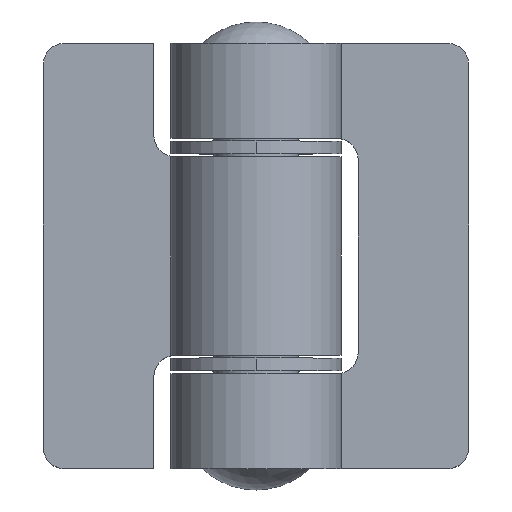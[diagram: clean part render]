
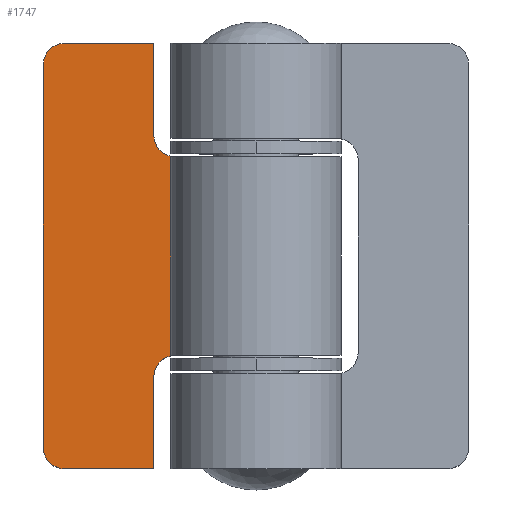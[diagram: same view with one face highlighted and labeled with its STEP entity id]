
A CAD part, top view. The second image highlights one B-rep face of the part: STEP entity #1747.
In plain terms, the highlighted planar face has unit normal (0, 0, 1).
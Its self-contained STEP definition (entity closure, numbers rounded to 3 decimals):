
#33 = EDGE_CURVE ( 'NONE', #1745, #34, #154, .T. ) ;
#34 = VERTEX_POINT ( 'NONE', #150 ) ;
#35 = ORIENTED_EDGE ( 'NONE', *, *, #36, .F. ) ;
#36 = EDGE_CURVE ( 'NONE', #37, #34, #149, .T. ) ;
#37 = VERTEX_POINT ( 'NONE', #209 ) ;
#38 = ORIENTED_EDGE ( 'NONE', *, *, #39, .T. ) ;
#39 = EDGE_CURVE ( 'NONE', #37, #1773, #207, .T. ) ;
#147 = VECTOR ( 'NONE', #210, 1000. ) ;
#148 = CARTESIAN_POINT ( 'NONE',  ( -25., 25., -5. ) ) ;
#149 = LINE ( 'NONE', #148, #147 ) ;
#150 = CARTESIAN_POINT ( 'NONE',  ( -12., 25., -5. ) ) ;
#151 = DIRECTION ( 'NONE',  ( 0., 1., 0. ) ) ;
#152 = VECTOR ( 'NONE', #151, 1000. ) ;
#153 = CARTESIAN_POINT ( 'NONE',  ( -12., 25., -5. ) ) ;
#154 = LINE ( 'NONE', #153, #152 ) ;
#203 = DIRECTION ( 'NONE',  ( -1., 0., 0. ) ) ;
#204 = DIRECTION ( 'NONE',  ( 0., 0., 1. ) ) ;
#205 = CARTESIAN_POINT ( 'NONE',  ( -22.5, 22.5, -5. ) ) ;
#206 = AXIS2_PLACEMENT_3D ( 'NONE', #205, #204, #203 ) ;
#207 = CIRCLE ( 'NONE', #206, 2.5 ) ;
#209 = CARTESIAN_POINT ( 'NONE',  ( -22.5, 25., -5. ) ) ;
#210 = DIRECTION ( 'NONE',  ( 1., 0., 0. ) ) ;
#501 = DIRECTION ( 'NONE',  ( -1., 0., 0. ) ) ;
#502 = VECTOR ( 'NONE', #501, 1000. ) ;
#503 = CARTESIAN_POINT ( 'NONE',  ( -25., 11.675, -5. ) ) ;
#504 = LINE ( 'NONE', #503, #502 ) ;
#505 = CARTESIAN_POINT ( 'NONE',  ( 0., 11.675, -5. ) ) ;
#506 = DIRECTION ( 'NONE',  ( 0., -1., 0. ) ) ;
#507 = VECTOR ( 'NONE', #506, 1000. ) ;
#508 = CARTESIAN_POINT ( 'NONE',  ( 0., 25., -5. ) ) ;
#509 = LINE ( 'NONE', #508, #507 ) ;
#510 = CARTESIAN_POINT ( 'NONE',  ( 0., -11.675, -5. ) ) ;
#511 = DIRECTION ( 'NONE',  ( 1., 0., 0. ) ) ;
#512 = VECTOR ( 'NONE', #511, 1000. ) ;
#513 = CARTESIAN_POINT ( 'NONE',  ( -25., -11.675, -5. ) ) ;
#514 = LINE ( 'NONE', #513, #512 ) ;
#533 = CARTESIAN_POINT ( 'NONE',  ( -9.5, -11.675, -5. ) ) ;
#534 = CARTESIAN_POINT ( 'NONE',  ( -12., -14.175, -5. ) ) ;
#535 = DIRECTION ( 'NONE',  ( 0., 1., 0. ) ) ;
#536 = VECTOR ( 'NONE', #535, 1000. ) ;
#537 = CARTESIAN_POINT ( 'NONE',  ( -12., 25., -5. ) ) ;
#538 = LINE ( 'NONE', #537, #536 ) ;
#539 = CARTESIAN_POINT ( 'NONE',  ( -12., -25., -5. ) ) ;
#540 = DIRECTION ( 'NONE',  ( 1., 0., 0. ) ) ;
#541 = VECTOR ( 'NONE', #540, 1000. ) ;
#542 = CARTESIAN_POINT ( 'NONE',  ( -25., -25., -5. ) ) ;
#543 = LINE ( 'NONE', #542, #541 ) ;
#544 = CARTESIAN_POINT ( 'NONE',  ( -22.5, -25., -5. ) ) ;
#545 = DIRECTION ( 'NONE',  ( -1., 0., 0. ) ) ;
#546 = DIRECTION ( 'NONE',  ( 0., 0., 1. ) ) ;
#547 = AXIS2_PLACEMENT_3D ( 'NONE', #553, #546, #545 ) ;
#548 = CIRCLE ( 'NONE', #547, 2.5 ) ;
#549 = DIRECTION ( 'NONE',  ( -1., 0., 0. ) ) ;
#550 = DIRECTION ( 'NONE',  ( 0., 0., -1. ) ) ;
#551 = CARTESIAN_POINT ( 'NONE',  ( -25., 25., -5. ) ) ;
#552 = AXIS2_PLACEMENT_3D ( 'NONE', #551, #550, #549 ) ;
#553 = CARTESIAN_POINT ( 'NONE',  ( -22.5, -22.5, -5. ) ) ;
#554 = PLANE ( 'NONE',  #552 ) ;
#555 = FACE_OUTER_BOUND ( 'NONE', #1686, .T. ) ;
#556 = CARTESIAN_POINT ( 'NONE',  ( -12., 14.175, -5. ) ) ;
#557 = DIRECTION ( 'NONE',  ( -1., 0., 0. ) ) ;
#558 = DIRECTION ( 'NONE',  ( 0., 0., -1. ) ) ;
#559 = CARTESIAN_POINT ( 'NONE',  ( -9.5, 14.175, -5. ) ) ;
#560 = AXIS2_PLACEMENT_3D ( 'NONE', #559, #558, #557 ) ;
#561 = CIRCLE ( 'NONE', #560, 2.5 ) ;
#562 = CARTESIAN_POINT ( 'NONE',  ( -9.5, 11.675, -5. ) ) ;
#567 = CARTESIAN_POINT ( 'NONE',  ( -25., 22.5, -5. ) ) ;
#568 = DIRECTION ( 'NONE',  ( 0., -1., 0. ) ) ;
#569 = VECTOR ( 'NONE', #568, 1000. ) ;
#570 = CARTESIAN_POINT ( 'NONE',  ( -25., 25., -5. ) ) ;
#571 = LINE ( 'NONE', #570, #569 ) ;
#572 = CARTESIAN_POINT ( 'NONE',  ( -25., -22.5, -5. ) ) ;
#592 = DIRECTION ( 'NONE',  ( -1., 0., 0. ) ) ;
#593 = DIRECTION ( 'NONE',  ( 0., 0., -1. ) ) ;
#594 = CARTESIAN_POINT ( 'NONE',  ( -9.5, -14.175, -5. ) ) ;
#595 = AXIS2_PLACEMENT_3D ( 'NONE', #594, #593, #592 ) ;
#596 = CIRCLE ( 'NONE', #595, 2.5 ) ;
#1686 = EDGE_LOOP ( 'NONE', ( #1748, #1749, #1752, #1755, #1758, #1734, #1737, #1740, #1743, #1746, #35, #38 ) ) ;
#1734 = ORIENTED_EDGE ( 'NONE', *, *, #1735, .T. ) ;
#1735 = EDGE_CURVE ( 'NONE', #1760, #1736, #514, .T. ) ;
#1736 = VERTEX_POINT ( 'NONE', #510 ) ;
#1737 = ORIENTED_EDGE ( 'NONE', *, *, #1738, .F. ) ;
#1738 = EDGE_CURVE ( 'NONE', #1739, #1736, #509, .T. ) ;
#1739 = VERTEX_POINT ( 'NONE', #505 ) ;
#1740 = ORIENTED_EDGE ( 'NONE', *, *, #1741, .T. ) ;
#1741 = EDGE_CURVE ( 'NONE', #1739, #1742, #504, .T. ) ;
#1742 = VERTEX_POINT ( 'NONE', #562 ) ;
#1743 = ORIENTED_EDGE ( 'NONE', *, *, #1744, .T. ) ;
#1744 = EDGE_CURVE ( 'NONE', #1742, #1745, #561, .T. ) ;
#1745 = VERTEX_POINT ( 'NONE', #556 ) ;
#1746 = ORIENTED_EDGE ( 'NONE', *, *, #33, .T. ) ;
#1747 = ADVANCED_FACE ( 'NONE', ( #555 ), #554, .F. ) ;
#1748 = ORIENTED_EDGE ( 'NONE', *, *, #1772, .T. ) ;
#1749 = ORIENTED_EDGE ( 'NONE', *, *, #1750, .T. ) ;
#1750 = EDGE_CURVE ( 'NONE', #1770, #1751, #548, .T. ) ;
#1751 = VERTEX_POINT ( 'NONE', #544 ) ;
#1752 = ORIENTED_EDGE ( 'NONE', *, *, #1753, .T. ) ;
#1753 = EDGE_CURVE ( 'NONE', #1751, #1754, #543, .T. ) ;
#1754 = VERTEX_POINT ( 'NONE', #539 ) ;
#1755 = ORIENTED_EDGE ( 'NONE', *, *, #1756, .T. ) ;
#1756 = EDGE_CURVE ( 'NONE', #1754, #1757, #538, .T. ) ;
#1757 = VERTEX_POINT ( 'NONE', #534 ) ;
#1758 = ORIENTED_EDGE ( 'NONE', *, *, #1759, .T. ) ;
#1759 = EDGE_CURVE ( 'NONE', #1757, #1760, #596, .T. ) ;
#1760 = VERTEX_POINT ( 'NONE', #533 ) ;
#1770 = VERTEX_POINT ( 'NONE', #572 ) ;
#1772 = EDGE_CURVE ( 'NONE', #1773, #1770, #571, .T. ) ;
#1773 = VERTEX_POINT ( 'NONE', #567 ) ;
